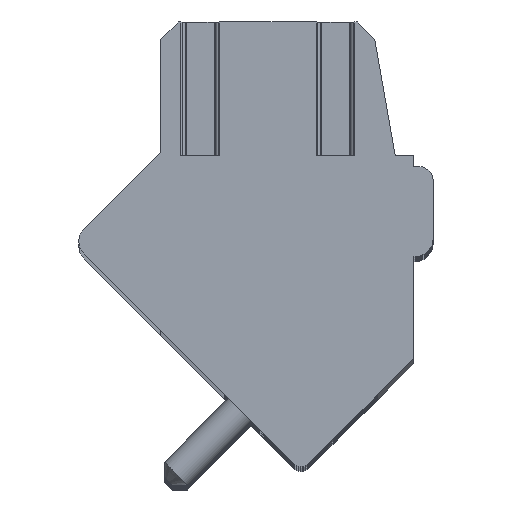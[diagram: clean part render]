
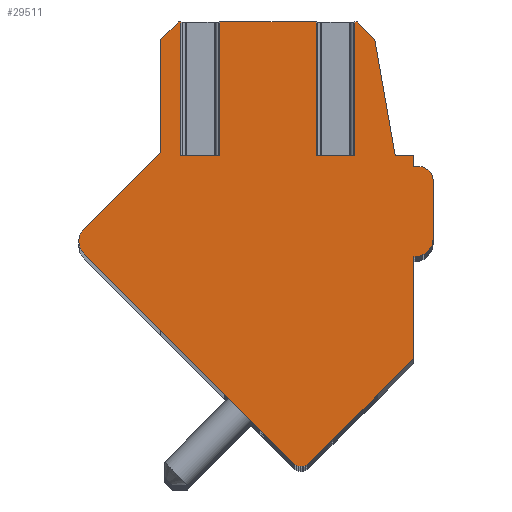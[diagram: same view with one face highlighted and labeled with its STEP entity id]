
A CAD part, top view. The second image highlights one B-rep face of the part: STEP entity #29511.
In plain terms, the highlighted planar face has unit normal (0, 0, 1).
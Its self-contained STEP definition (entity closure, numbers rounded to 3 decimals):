
#3405=DIRECTION('',(0.707,-0.707,0.));
#3406=VECTOR('',#3405,8.2);
#3407=CARTESIAN_POINT('',(-4.761,0.072,1.75));
#3408=LINE('',#3407,#3406);
#3947=DIRECTION('',(1.,0.,0.));
#3948=VECTOR('',#3947,1.07);
#3949=CARTESIAN_POINT('',(1.673,2.8,1.75));
#3950=LINE('',#3949,#3948);
#3951=DIRECTION('',(0.,1.,0.));
#3952=VECTOR('',#3951,3.7);
#3953=CARTESIAN_POINT('',(2.743,2.8,1.75));
#3954=LINE('',#3953,#3952);
#3955=DIRECTION('',(-1.,0.,0.));
#3956=VECTOR('',#3955,0.068);
#3957=CARTESIAN_POINT('',(2.811,6.5,1.75));
#3958=LINE('',#3957,#3956);
#3959=DIRECTION('',(-0.707,0.707,0.));
#3960=VECTOR('',#3959,0.677);
#3961=CARTESIAN_POINT('',(3.29,6.021,1.75));
#3962=LINE('',#3961,#3960);
#3963=DIRECTION('',(-0.174,0.985,0.));
#3964=VECTOR('',#3963,3.271);
#3965=CARTESIAN_POINT('',(3.858,2.8,1.75));
#3966=LINE('',#3965,#3964);
#3967=DIRECTION('',(-1.,0.,0.));
#3968=VECTOR('',#3967,0.5);
#3969=CARTESIAN_POINT('',(4.358,2.8,1.75));
#3970=LINE('',#3969,#3968);
#3971=DIRECTION('',(0.,1.,0.));
#3972=VECTOR('',#3971,0.3);
#3973=CARTESIAN_POINT('',(4.358,2.5,1.75));
#3974=LINE('',#3973,#3972);
#3975=DIRECTION('',(-1.,0.,0.));
#3976=VECTOR('',#3975,0.15);
#3977=CARTESIAN_POINT('',(4.508,2.5,1.75));
#3978=LINE('',#3977,#3976);
#3979=CARTESIAN_POINT('',(4.508,2.1,1.75));
#3980=DIRECTION('',(0.,0.,1.));
#3981=DIRECTION('',(1.,0.,0.));
#3982=AXIS2_PLACEMENT_3D('',#3979,#3980,#3981);
#3984=DIRECTION('',(0.,1.,0.));
#3985=VECTOR('',#3984,1.6);
#3986=CARTESIAN_POINT('',(4.908,0.5,1.75));
#3987=LINE('',#3986,#3985);
#3988=CARTESIAN_POINT('',(4.408,0.5,1.75));
#3989=DIRECTION('',(0.,0.,1.));
#3990=DIRECTION('',(0.,-1.,0.));
#3991=AXIS2_PLACEMENT_3D('',#3988,#3989,#3990);
#3993=DIRECTION('',(1.,0.,0.));
#3994=VECTOR('',#3993,0.05);
#3995=CARTESIAN_POINT('',(4.358,0.,1.75));
#3996=LINE('',#3995,#3994);
#3997=DIRECTION('',(0.,1.,0.));
#3998=VECTOR('',#3997,2.83);
#3999=CARTESIAN_POINT('',(4.358,-2.83,1.75));
#4000=LINE('',#3999,#3998);
#4001=DIRECTION('',(0.707,0.707,0.));
#4002=VECTOR('',#4001,4.096);
#4003=CARTESIAN_POINT('',(1.461,-5.727,1.75));
#4004=LINE('',#4003,#4002);
#4005=CARTESIAN_POINT('',(1.249,-5.515,1.75));
#4006=DIRECTION('',(0.,0.,1.));
#4007=DIRECTION('',(-0.707,-0.707,0.));
#4008=AXIS2_PLACEMENT_3D('',#4005,#4006,#4007);
#4010=CARTESIAN_POINT('',(-4.408,0.425,1.75));
#4011=DIRECTION('',(0.,0.,1.));
#4012=DIRECTION('',(-0.707,0.707,0.));
#4013=AXIS2_PLACEMENT_3D('',#4010,#4011,#4012);
#4015=DIRECTION('',(-0.707,-0.707,0.));
#4016=VECTOR('',#4015,2.997);
#4017=CARTESIAN_POINT('',(-2.642,2.898,1.75));
#4018=LINE('',#4017,#4016);
#4019=DIRECTION('',(0.,-1.,0.));
#4020=VECTOR('',#4019,3.111);
#4021=CARTESIAN_POINT('',(-2.642,6.009,1.75));
#4022=LINE('',#4021,#4020);
#4023=DIRECTION('',(-0.707,-0.707,0.));
#4024=VECTOR('',#4023,0.694);
#4025=CARTESIAN_POINT('',(-2.151,6.5,1.75));
#4026=LINE('',#4025,#4024);
#4027=DIRECTION('',(-1.,0.,0.));
#4028=VECTOR('',#4027,0.074);
#4029=CARTESIAN_POINT('',(-2.077,6.5,1.75));
#4030=LINE('',#4029,#4028);
#4031=DIRECTION('',(0.,1.,0.));
#4032=VECTOR('',#4031,3.7);
#4033=CARTESIAN_POINT('',(-2.077,2.8,1.75));
#4034=LINE('',#4033,#4032);
#4035=DIRECTION('',(1.,0.,0.));
#4036=VECTOR('',#4035,1.07);
#4037=CARTESIAN_POINT('',(-2.077,2.8,1.75));
#4038=LINE('',#4037,#4036);
#4039=DIRECTION('',(0.,1.,0.));
#4040=VECTOR('',#4039,3.7);
#4041=CARTESIAN_POINT('',(-1.007,2.8,1.75));
#4042=LINE('',#4041,#4040);
#4043=DIRECTION('',(-1.,0.,0.));
#4044=VECTOR('',#4043,2.68);
#4045=CARTESIAN_POINT('',(1.673,6.5,1.75));
#4046=LINE('',#4045,#4044);
#4047=DIRECTION('',(0.,1.,0.));
#4048=VECTOR('',#4047,3.7);
#4049=CARTESIAN_POINT('',(1.673,2.8,1.75));
#4050=LINE('',#4049,#4048);
#19363=CARTESIAN_POINT('',(1.673,2.8,1.75));
#19364=CARTESIAN_POINT('',(2.743,2.8,1.75));
#19365=VERTEX_POINT('',#19363);
#19366=VERTEX_POINT('',#19364);
#19367=CARTESIAN_POINT('',(2.743,6.5,1.75));
#19368=VERTEX_POINT('',#19367);
#19369=CARTESIAN_POINT('',(1.673,6.5,1.75));
#19370=VERTEX_POINT('',#19369);
#19383=CARTESIAN_POINT('',(-2.077,2.8,1.75));
#19384=CARTESIAN_POINT('',(-1.007,2.8,1.75));
#19385=VERTEX_POINT('',#19383);
#19386=VERTEX_POINT('',#19384);
#19387=CARTESIAN_POINT('',(-1.007,6.5,1.75));
#19388=VERTEX_POINT('',#19387);
#19389=CARTESIAN_POINT('',(-2.077,6.5,1.75));
#19390=VERTEX_POINT('',#19389);
#19481=CARTESIAN_POINT('',(1.037,-5.727,1.75));
#19482=CARTESIAN_POINT('',(1.461,-5.727,1.75));
#19483=VERTEX_POINT('',#19481);
#19484=VERTEX_POINT('',#19482);
#19485=CARTESIAN_POINT('',(4.358,-2.83,1.75));
#19486=VERTEX_POINT('',#19485);
#19487=CARTESIAN_POINT('',(4.358,0.,1.75));
#19488=VERTEX_POINT('',#19487);
#19489=CARTESIAN_POINT('',(4.408,0.,1.75));
#19490=VERTEX_POINT('',#19489);
#19491=CARTESIAN_POINT('',(4.908,0.5,1.75));
#19492=VERTEX_POINT('',#19491);
#19493=CARTESIAN_POINT('',(4.908,2.1,1.75));
#19494=VERTEX_POINT('',#19493);
#19495=CARTESIAN_POINT('',(4.508,2.5,1.75));
#19496=VERTEX_POINT('',#19495);
#19497=CARTESIAN_POINT('',(4.358,2.5,1.75));
#19498=VERTEX_POINT('',#19497);
#19499=CARTESIAN_POINT('',(4.358,2.8,1.75));
#19500=VERTEX_POINT('',#19499);
#19501=CARTESIAN_POINT('',(3.858,2.8,1.75));
#19502=VERTEX_POINT('',#19501);
#19503=CARTESIAN_POINT('',(3.29,6.021,1.75));
#19504=VERTEX_POINT('',#19503);
#19505=CARTESIAN_POINT('',(2.811,6.5,1.75));
#19506=VERTEX_POINT('',#19505);
#19507=CARTESIAN_POINT('',(-2.151,6.5,1.75));
#19508=CARTESIAN_POINT('',(-2.642,6.009,1.75));
#19509=VERTEX_POINT('',#19507);
#19510=VERTEX_POINT('',#19508);
#19511=CARTESIAN_POINT('',(-4.761,0.779,1.75));
#19512=CARTESIAN_POINT('',(-4.761,0.072,1.75));
#19513=VERTEX_POINT('',#19511);
#19514=VERTEX_POINT('',#19512);
#19519=CARTESIAN_POINT('',(-2.642,2.898,1.75));
#19521=VERTEX_POINT('',#19519);
#29468=CARTESIAN_POINT('',(0.,0.,1.75));
#29469=DIRECTION('',(0.,0.,1.));
#29470=DIRECTION('',(1.,0.,0.));
#29471=AXIS2_PLACEMENT_3D('',#29468,#29469,#29470);
#29472=PLANE('',#29471);
#29474=ORIENTED_EDGE('',*,*,#29473,.T.);
#29476=ORIENTED_EDGE('',*,*,#29475,.T.);
#29477=ORIENTED_EDGE('',*,*,#25081,.F.);
#29478=ORIENTED_EDGE('',*,*,#25381,.F.);
#29479=ORIENTED_EDGE('',*,*,#25395,.F.);
#29480=ORIENTED_EDGE('',*,*,#25409,.F.);
#29481=ORIENTED_EDGE('',*,*,#25606,.F.);
#29482=ORIENTED_EDGE('',*,*,#25622,.F.);
#29483=ORIENTED_EDGE('',*,*,#26448,.F.);
#29484=ORIENTED_EDGE('',*,*,#26805,.F.);
#29485=ORIENTED_EDGE('',*,*,#27162,.F.);
#29486=ORIENTED_EDGE('',*,*,#27519,.F.);
#29487=ORIENTED_EDGE('',*,*,#27883,.F.);
#29488=ORIENTED_EDGE('',*,*,#28759,.F.);
#29489=ORIENTED_EDGE('',*,*,#29033,.F.);
#29490=ORIENTED_EDGE('',*,*,#28810,.F.);
#29492=ORIENTED_EDGE('',*,*,#29491,.F.);
#29494=ORIENTED_EDGE('',*,*,#29493,.F.);
#29496=ORIENTED_EDGE('',*,*,#29495,.F.);
#29498=ORIENTED_EDGE('',*,*,#29497,.F.);
#29499=ORIENTED_EDGE('',*,*,#25113,.F.);
#29501=ORIENTED_EDGE('',*,*,#29500,.F.);
#29503=ORIENTED_EDGE('',*,*,#29502,.T.);
#29505=ORIENTED_EDGE('',*,*,#29504,.T.);
#29506=ORIENTED_EDGE('',*,*,#25097,.F.);
#29508=ORIENTED_EDGE('',*,*,#29507,.F.);
#29509=EDGE_LOOP('',(#29474,#29476,#29477,#29478,#29479,#29480,#29481,#29482,
#29483,#29484,#29485,#29486,#29487,#29488,#29489,#29490,#29492,#29494,#29496,
#29498,#29499,#29501,#29503,#29505,#29506,#29508));
#29510=FACE_OUTER_BOUND('',#29509,.F.);
#3983=CIRCLE('',#3982,0.4);
#3992=CIRCLE('',#3991,0.5);
#4009=CIRCLE('',#4008,0.3);
#4014=CIRCLE('',#4013,0.5);
#25081=EDGE_CURVE('',#19506,#19368,#3958,.T.);
#25097=EDGE_CURVE('',#19370,#19388,#4046,.T.);
#25113=EDGE_CURVE('',#19390,#19509,#4030,.T.);
#25381=EDGE_CURVE('',#19504,#19506,#3962,.T.);
#25395=EDGE_CURVE('',#19502,#19504,#3966,.T.);
#25409=EDGE_CURVE('',#19500,#19502,#3970,.T.);
#25606=EDGE_CURVE('',#19498,#19500,#3974,.T.);
#25622=EDGE_CURVE('',#19496,#19498,#3978,.T.);
#26448=EDGE_CURVE('',#19494,#19496,#3983,.T.);
#26805=EDGE_CURVE('',#19492,#19494,#3987,.T.);
#27162=EDGE_CURVE('',#19490,#19492,#3992,.T.);
#27519=EDGE_CURVE('',#19488,#19490,#3996,.T.);
#27883=EDGE_CURVE('',#19486,#19488,#4000,.T.);
#28759=EDGE_CURVE('',#19484,#19486,#4004,.T.);
#28810=EDGE_CURVE('',#19514,#19483,#3408,.T.);
#29033=EDGE_CURVE('',#19483,#19484,#4009,.T.);
#29473=EDGE_CURVE('',#19365,#19366,#3950,.T.);
#29475=EDGE_CURVE('',#19366,#19368,#3954,.T.);
#29491=EDGE_CURVE('',#19513,#19514,#4014,.T.);
#29493=EDGE_CURVE('',#19521,#19513,#4018,.T.);
#29495=EDGE_CURVE('',#19510,#19521,#4022,.T.);
#29497=EDGE_CURVE('',#19509,#19510,#4026,.T.);
#29500=EDGE_CURVE('',#19385,#19390,#4034,.T.);
#29502=EDGE_CURVE('',#19385,#19386,#4038,.T.);
#29504=EDGE_CURVE('',#19386,#19388,#4042,.T.);
#29507=EDGE_CURVE('',#19365,#19370,#4050,.T.);
#29511=ADVANCED_FACE('',(#29510),#29472,.T.);
